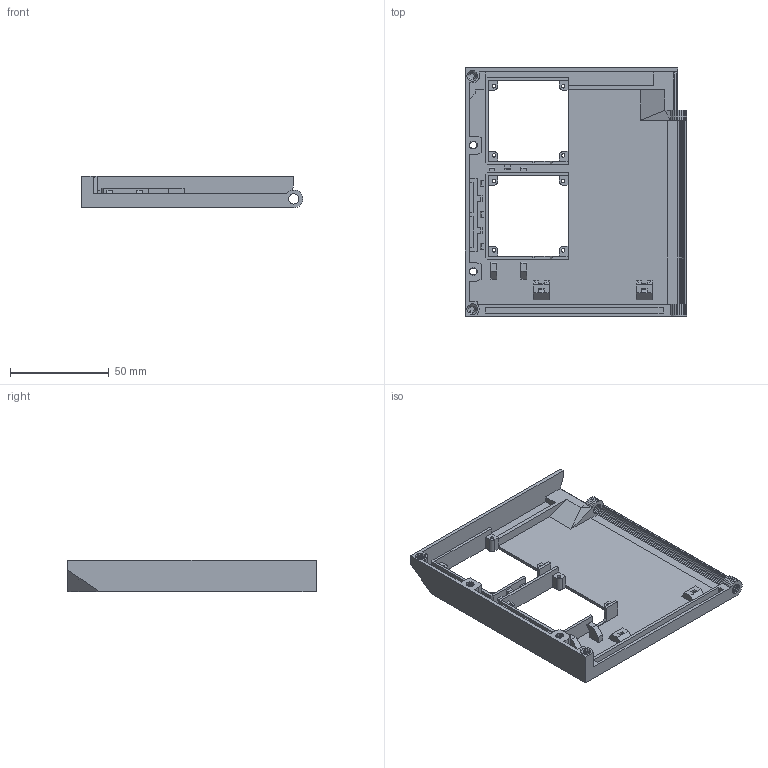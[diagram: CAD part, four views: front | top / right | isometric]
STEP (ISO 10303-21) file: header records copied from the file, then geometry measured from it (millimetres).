
FILE_DESCRIPTION(('FreeCAD Model'),'2;1');
FILE_NAME('SKR1-bear-universal-door-dual-4010.step','2020-03-11T10:28:36',('Author'),(''), 'Open CASCADE STEP processor 7.3','FreeCAD','Unknown');
FILE_SCHEMA(('AUTOMOTIVE_DESIGN { 1 0 10303 214 1 1 1 1 }'));
Length unit declared in the file: millimetre
Products named in the file (1): df-wm-r002_(Solid)
Bounding box: 111.98 x 125.49 x 16 mm (x, y, z)
Volume: 34018.9 mm3; surface area: 38740.5 mm2
Topology: 1 solids, 1 shells, 883 faces, 2038 edges, 1166 vertices
Faces by surface type: plane 867, cylinder 16
Full cylindrical faces by diameter (mm): 1.8 x8
Entity records: 49462 total; most frequent: CARTESIAN_POINT 9145, DIRECTION 7013, LINE 5165, VECTOR 5165, ORIENTED_EDGE 4076, PCURVE 4076, DEFINITIONAL_REPRESENTATION 4076, EDGE_CURVE 2038
